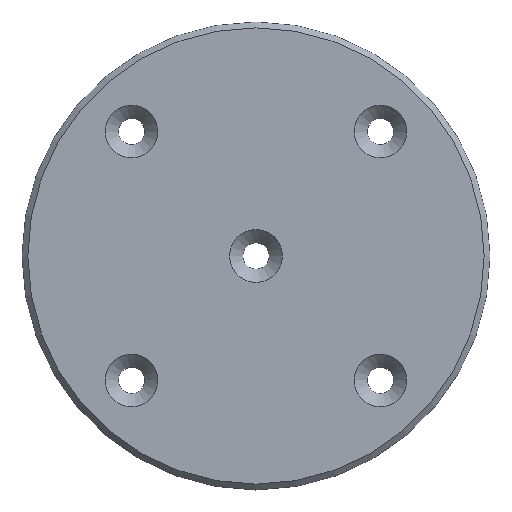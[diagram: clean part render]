
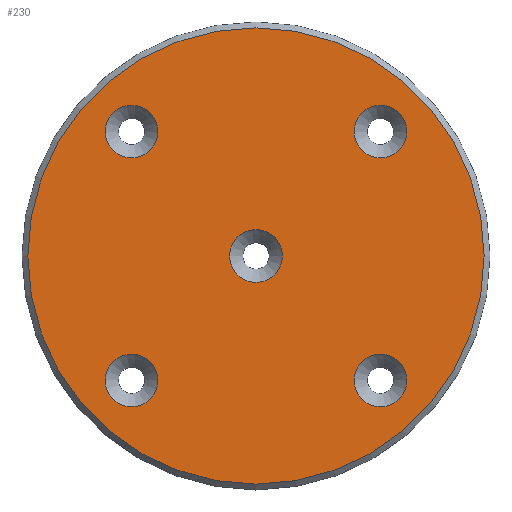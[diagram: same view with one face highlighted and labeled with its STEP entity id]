
A CAD part, top view. The second image highlights one B-rep face of the part: STEP entity #230.
In plain terms, the highlighted planar face has unit normal (0, 0, 1).
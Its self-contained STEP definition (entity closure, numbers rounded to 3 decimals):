
#56=FACE_BOUND('',#84,.T.);
#57=FACE_BOUND('',#85,.T.);
#58=FACE_BOUND('',#86,.T.);
#59=FACE_BOUND('',#87,.T.);
#60=FACE_BOUND('',#88,.T.);
#64=FACE_OUTER_BOUND('',#83,.T.);
#83=EDGE_LOOP('',(#179));
#84=EDGE_LOOP('',(#180));
#85=EDGE_LOOP('',(#181));
#86=EDGE_LOOP('',(#182));
#87=EDGE_LOOP('',(#183));
#88=EDGE_LOOP('',(#184));
#105=CIRCLE('',#263,4.5);
#107=CIRCLE('',#267,39.);
#108=CIRCLE('',#268,4.5);
#109=CIRCLE('',#269,4.5);
#110=CIRCLE('',#270,4.5);
#111=CIRCLE('',#271,4.5);
#123=VERTEX_POINT('',#380);
#125=VERTEX_POINT('',#388);
#126=VERTEX_POINT('',#390);
#127=VERTEX_POINT('',#392);
#128=VERTEX_POINT('',#394);
#129=VERTEX_POINT('',#396);
#141=EDGE_CURVE('',#123,#123,#105,.T.);
#145=EDGE_CURVE('',#125,#125,#107,.T.);
#146=EDGE_CURVE('',#126,#126,#108,.T.);
#147=EDGE_CURVE('',#127,#127,#109,.T.);
#148=EDGE_CURVE('',#128,#128,#110,.T.);
#149=EDGE_CURVE('',#129,#129,#111,.T.);
#179=ORIENTED_EDGE('',*,*,#145,.F.);
#180=ORIENTED_EDGE('',*,*,#146,.F.);
#181=ORIENTED_EDGE('',*,*,#147,.F.);
#182=ORIENTED_EDGE('',*,*,#148,.F.);
#183=ORIENTED_EDGE('',*,*,#149,.F.);
#184=ORIENTED_EDGE('',*,*,#141,.F.);
#226=PLANE('',#266);
#230=ADVANCED_FACE('',(#64,#56,#57,#58,#59,#60),#226,.T.);
#263=AXIS2_PLACEMENT_3D('',#381,#305,#306);
#266=AXIS2_PLACEMENT_3D('',#387,#313,#314);
#267=AXIS2_PLACEMENT_3D('',#389,#315,#316);
#268=AXIS2_PLACEMENT_3D('',#391,#317,#318);
#269=AXIS2_PLACEMENT_3D('',#393,#319,#320);
#270=AXIS2_PLACEMENT_3D('',#395,#321,#322);
#271=AXIS2_PLACEMENT_3D('',#397,#323,#324);
#305=DIRECTION('center_axis',(0.,0.,1.));
#306=DIRECTION('ref_axis',(-1.,0.,0.));
#313=DIRECTION('center_axis',(0.,0.,1.));
#314=DIRECTION('ref_axis',(-1.,0.,0.));
#315=DIRECTION('center_axis',(0.,0.,-1.));
#316=DIRECTION('ref_axis',(1.,0.,0.));
#317=DIRECTION('center_axis',(0.,0.,1.));
#318=DIRECTION('ref_axis',(-1.,0.,0.));
#319=DIRECTION('center_axis',(0.,0.,1.));
#320=DIRECTION('ref_axis',(-1.,0.,0.));
#321=DIRECTION('center_axis',(0.,0.,1.));
#322=DIRECTION('ref_axis',(-1.,0.,0.));
#323=DIRECTION('center_axis',(0.,0.,1.));
#324=DIRECTION('ref_axis',(-1.,0.,0.));
#380=CARTESIAN_POINT('',(104.5,0.,3.));
#381=CARTESIAN_POINT('Origin',(100.,0.,3.));
#387=CARTESIAN_POINT('Origin',(100.,0.,3.));
#388=CARTESIAN_POINT('',(61.,0.,3.));
#389=CARTESIAN_POINT('Origin',(100.,0.,3.));
#390=CARTESIAN_POINT('',(83.234,-21.266,3.));
#391=CARTESIAN_POINT('Origin',(78.734,-21.266,3.));
#392=CARTESIAN_POINT('',(83.234,21.266,3.));
#393=CARTESIAN_POINT('Origin',(78.734,21.266,3.));
#394=CARTESIAN_POINT('',(125.766,-21.266,3.));
#395=CARTESIAN_POINT('Origin',(121.266,-21.266,3.));
#396=CARTESIAN_POINT('',(125.766,21.266,3.));
#397=CARTESIAN_POINT('Origin',(121.266,21.266,3.));
